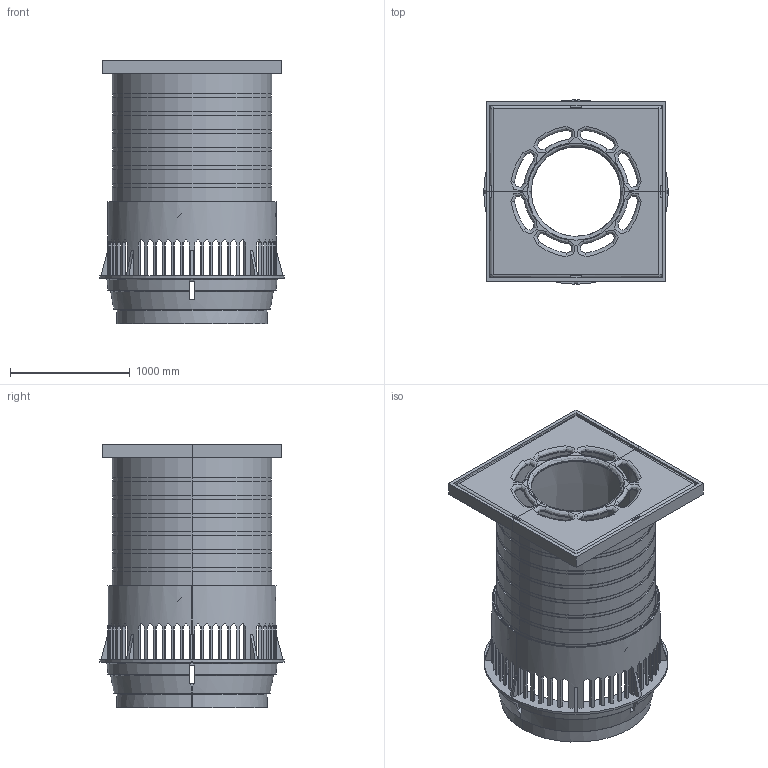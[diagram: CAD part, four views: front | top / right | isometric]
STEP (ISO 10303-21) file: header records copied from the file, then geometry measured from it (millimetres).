
FILE_DESCRIPTION(/* description */ (''),/* implementation_level */ '2;1');
FILE_NAME(/* name */ '16305.100X_3D.stp',/* time_stamp */ '2024-12-12T07:23:16+01:00',/* author */ ('CAD'),/* organization */ (''),/* preprocessor_version */ 'ST-DEVELOPER v20',/* originating_system */ 'AutoCAD Mechanical',/* authorisation */ '');
FILE_SCHEMA (('AUTOMOTIVE_DESIGN { 1 0 10303 214 3 1 1 }'));
Products named in the file (6): Product; *S0; *S2; *S1; *S5; *S4
Assembly tree (5 placements, depth 3):
  Product
    *S0
    *S2
      *S1
    *S5
      *S4
Bounding box: 1540 x 1540 x 2200 mm (x, y, z)
Volume: 590930332.4 mm3; surface area: 42680672.9 mm2
Topology: 6 solids, 6 shells, 1245 faces, 3941 edges, 3078 vertices
Faces by surface type: plane 496, cylinder 421, torus 137, bspline 111, sphere 60, cone 20
Full cylindrical faces by diameter (mm): 35 x6, 80 x6, 750 x1, 780 x1, 1320 x8, 1330 x9, 1365 x1, 1405 x1, 1540 x1
Entity records: 54587 total; most frequent: CARTESIAN_POINT 20480, ORIENTED_EDGE 7066, DIRECTION 6806, EDGE_CURVE 3533, AXIS2_PLACEMENT_3D 2531, VERTEX_POINT 2267, LINE 1744, VECTOR 1744
